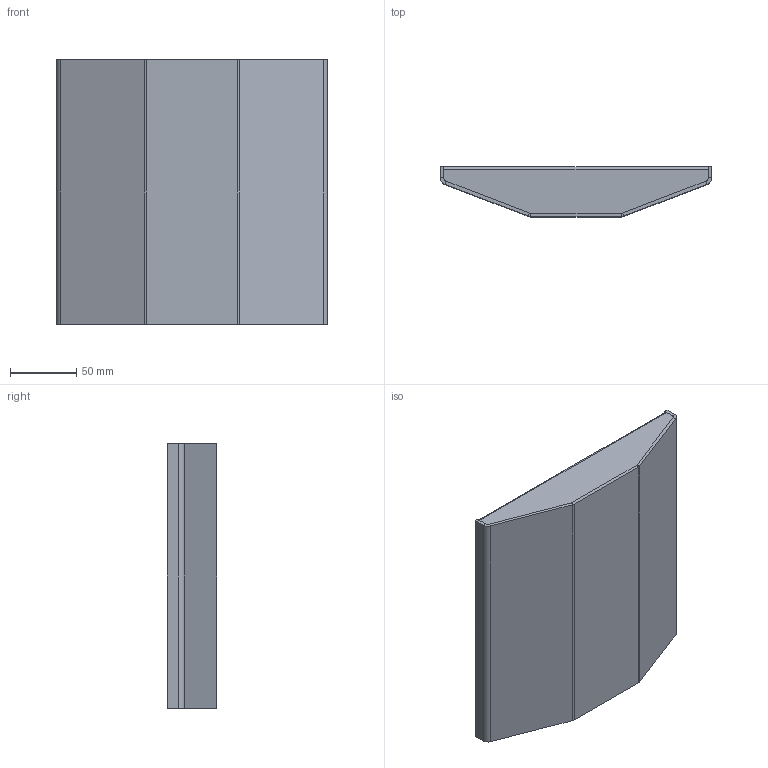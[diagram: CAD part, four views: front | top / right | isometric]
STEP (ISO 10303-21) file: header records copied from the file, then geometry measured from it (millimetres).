
FILE_DESCRIPTION(/* description */ (''),/* implementation_level */ '2;1');
FILE_NAME(/* name */ 'Treppenhausleuchte_140931.stp',/* time_stamp */ '2014-09-30T17:17:26+02:00',/* author */ ('Leo'),/* organization */ (''),/* preprocessor_version */ 'ST-DEVELOPER v15.2',/* originating_system */ 'Autodesk Inventor 2014',/* authorisation */ '');
FILE_SCHEMA (('AUTOMOTIVE_DESIGN { 1 0 10303 214 3 1 1 }'));
Length unit declared in the file: millimetre
Products named in the file (3): Treppenhausleuchte_Glas; Treppenhausleuchte_Korpus; Treppenhausleuchte
Bounding box: 205 x 37.5 x 200 mm (x, y, z)
Volume: 166245.4 mm3; surface area: 196109.2 mm2
Topology: 2 solids, 2 shells, 72 faces, 156 edges, 88 vertices
Faces by surface type: plane 52, cylinder 20
Entity records: 1968 total; most frequent: DIRECTION 350, CARTESIAN_POINT 321, ORIENTED_EDGE 312, EDGE_CURVE 156, AXIS2_PLACEMENT_3D 117, LINE 116, VECTOR 116, VERTEX_POINT 88
